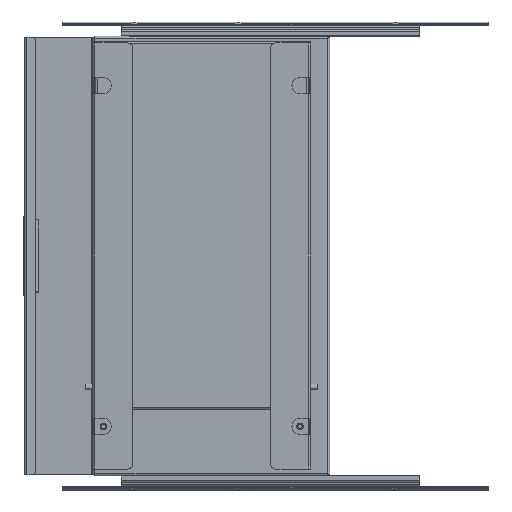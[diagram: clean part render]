
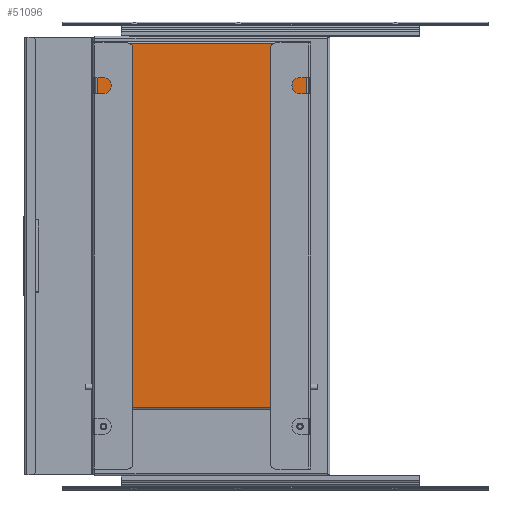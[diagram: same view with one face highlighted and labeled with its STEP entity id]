
A CAD part, left-side view. The second image highlights one B-rep face of the part: STEP entity #51096.
In plain terms, the highlighted planar face has unit normal (-1, 0, 0).
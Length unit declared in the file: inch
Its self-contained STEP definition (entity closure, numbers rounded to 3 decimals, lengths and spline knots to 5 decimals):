
#810 = LINE ( 'NONE', #20907, #35144 ) ;
#1364 = ORIENTED_EDGE ( 'NONE', *, *, #19518, .T. ) ;
#1998 = VERTEX_POINT ( 'NONE', #25623 ) ;
#2630 = VECTOR ( 'NONE', #45498, 39.37008 ) ;
#2879 = LINE ( 'NONE', #6824, #32761 ) ;
#3594 = LINE ( 'NONE', #39108, #37017 ) ;
#4791 = VERTEX_POINT ( 'NONE', #27951 ) ;
#5020 = VERTEX_POINT ( 'NONE', #5981 ) ;
#5637 = DIRECTION ( 'NONE',  ( 0., 1., 0. ) ) ;
#5981 = CARTESIAN_POINT ( 'NONE',  ( 12.66532, 10.89847, -0.34222 ) ) ;
#6461 = LINE ( 'NONE', #14858, #40582 ) ;
#6824 = CARTESIAN_POINT ( 'NONE',  ( 12.66532, 10.91848, -18.13095 ) ) ;
#6982 = DIRECTION ( 'NONE',  ( 1., 0., 0. ) ) ;
#7006 = VECTOR ( 'NONE', #24701, 39.37008 ) ;
#7165 = DIRECTION ( 'NONE',  ( 0., -1., 0. ) ) ;
#8101 = EDGE_CURVE ( 'NONE', #20446, #40930, #46430, .T. ) ;
#8694 = CARTESIAN_POINT ( 'NONE',  ( 12.66532, 10.91848, -14.5915 ) ) ;
#8987 = EDGE_LOOP ( 'NONE', ( #51275, #33401, #50673, #22944, #1364, #37918, #39469, #25152, #22950, #44044, #49553, #31699, #41201, #44112, #28410, #50262 ) ) ;
#10647 = DIRECTION ( 'NONE',  ( 0., 0., 1. ) ) ;
#10809 = CARTESIAN_POINT ( 'NONE',  ( 12.66532, 1.25012, -14.5915 ) ) ;
#10972 = DIRECTION ( 'NONE',  ( 0., 1., 0. ) ) ;
#11240 = PLANE ( 'NONE',  #32345 ) ;
#11278 = CARTESIAN_POINT ( 'NONE',  ( 12.66532, 0.35003, -17.3705 ) ) ;
#11675 = DIRECTION ( 'NONE',  ( 0., 0., 1. ) ) ;
#12375 = CARTESIAN_POINT ( 'NONE',  ( 12.66532, 10.63918, -14.5915 ) ) ;
#13349 = VERTEX_POINT ( 'NONE', #32978 ) ;
#13407 = VECTOR ( 'NONE', #18575, 39.37008 ) ;
#14161 = EDGE_CURVE ( 'NONE', #38465, #24461, #40629, .T. ) ;
#14858 = CARTESIAN_POINT ( 'NONE',  ( 12.66532, 1.11047, -18.13095 ) ) ;
#15011 = CARTESIAN_POINT ( 'NONE',  ( 12.66532, 1.13047, -0.3125 ) ) ;
#15882 = VECTOR ( 'NONE', #5637, 39.37008 ) ;
#15909 = DIRECTION ( 'NONE',  ( 0., 0., -1. ) ) ;
#16558 = CARTESIAN_POINT ( 'NONE',  ( 12.66532, 10.89847, -0.3125 ) ) ;
#18115 = VECTOR ( 'NONE', #24238, 39.37008 ) ;
#18558 = DIRECTION ( 'NONE',  ( 0., 0., -1. ) ) ;
#18575 = DIRECTION ( 'NONE',  ( 0., -1., 0. ) ) ;
#19020 = VERTEX_POINT ( 'NONE', #47485 ) ;
#19131 = AXIS2_PLACEMENT_3D ( 'NONE', #43507, #50598, #10647 ) ;
#19237 = DIRECTION ( 'NONE',  ( 0., -1., 0. ) ) ;
#19518 = EDGE_CURVE ( 'NONE', #40930, #38375, #3594, .T. ) ;
#19602 = EDGE_CURVE ( 'NONE', #4791, #38465, #35965, .T. ) ;
#20446 = VERTEX_POINT ( 'NONE', #12375 ) ;
#20603 = EDGE_CURVE ( 'NONE', #38375, #21270, #47008, .T. ) ;
#20850 = VECTOR ( 'NONE', #46282, 39.37008 ) ;
#20907 = CARTESIAN_POINT ( 'NONE',  ( 12.66532, 10.89847, -18.13095 ) ) ;
#21032 = VERTEX_POINT ( 'NONE', #26993 ) ;
#21270 = VERTEX_POINT ( 'NONE', #29994 ) ;
#22383 = DIRECTION ( 'NONE',  ( -1., 0., 0. ) ) ;
#22789 = EDGE_CURVE ( 'NONE', #48390, #39778, #2879, .T. ) ;
#22856 = CARTESIAN_POINT ( 'NONE',  ( 12.66532, 1.11047, -14.5915 ) ) ;
#22905 = LINE ( 'NONE', #38640, #40005 ) ;
#22944 = ORIENTED_EDGE ( 'NONE', *, *, #8101, .T. ) ;
#22950 = ORIENTED_EDGE ( 'NONE', *, *, #50386, .T. ) ;
#23270 = LINE ( 'NONE', #10809, #43483 ) ;
#24238 = DIRECTION ( 'NONE',  ( 0., 0., 1. ) ) ;
#24461 = VERTEX_POINT ( 'NONE', #16558 ) ;
#24701 = DIRECTION ( 'NONE',  ( 0., 0., 1. ) ) ;
#24770 = EDGE_CURVE ( 'NONE', #5020, #48390, #22905, .T. ) ;
#25152 = ORIENTED_EDGE ( 'NONE', *, *, #35754, .F. ) ;
#25623 = CARTESIAN_POINT ( 'NONE',  ( 12.66532, 1.11047, -13.8415 ) ) ;
#25862 = EDGE_CURVE ( 'NONE', #36010, #4791, #45233, .T. ) ;
#26632 = VECTOR ( 'NONE', #10972, 39.37008 ) ;
#26993 = CARTESIAN_POINT ( 'NONE',  ( 12.66532, 1.38977, -14.5915 ) ) ;
#27128 = DIRECTION ( 'NONE',  ( 0., 0., 1. ) ) ;
#27359 = EDGE_CURVE ( 'NONE', #13349, #20446, #42435, .T. ) ;
#27951 = CARTESIAN_POINT ( 'NONE',  ( 12.66532, 1.13047, -0.34222 ) ) ;
#28410 = ORIENTED_EDGE ( 'NONE', *, *, #45246, .T. ) ;
#28966 = EDGE_CURVE ( 'NONE', #13349, #39778, #34040, .T. ) ;
#29994 = CARTESIAN_POINT ( 'NONE',  ( 12.66532, 1.11047, -17.3705 ) ) ;
#30596 = AXIS2_PLACEMENT_3D ( 'NONE', #39335, #6982, #11675 ) ;
#30710 = DIRECTION ( 'NONE',  ( 0., 0., 1. ) ) ;
#30780 = CARTESIAN_POINT ( 'NONE',  ( 12.66532, 0.35003, -18.13095 ) ) ;
#30976 = LINE ( 'NONE', #35152, #51522 ) ;
#31699 = ORIENTED_EDGE ( 'NONE', *, *, #25862, .T. ) ;
#32345 = AXIS2_PLACEMENT_3D ( 'NONE', #30780, #22383, #27128 ) ;
#32761 = VECTOR ( 'NONE', #18558, 39.37008 ) ;
#32795 = CARTESIAN_POINT ( 'NONE',  ( 12.66532, 0.35003, -0.3125 ) ) ;
#32978 = CARTESIAN_POINT ( 'NONE',  ( 12.66532, 10.63918, -13.8415 ) ) ;
#33401 = ORIENTED_EDGE ( 'NONE', *, *, #28966, .F. ) ;
#33444 = DIRECTION ( 'NONE',  ( 0., 0., -1. ) ) ;
#33500 = CARTESIAN_POINT ( 'NONE',  ( 12.66532, 0.35003, -0.34222 ) ) ;
#33731 = CARTESIAN_POINT ( 'NONE',  ( 12.66532, 10.91848, -13.8415 ) ) ;
#34040 = LINE ( 'NONE', #49959, #20850 ) ;
#34197 = DIRECTION ( 'NONE',  ( 0., 1., 0. ) ) ;
#35144 = VECTOR ( 'NONE', #33444, 39.37008 ) ;
#35152 = CARTESIAN_POINT ( 'NONE',  ( 12.66532, 1.25012, -13.8415 ) ) ;
#35754 = EDGE_CURVE ( 'NONE', #21032, #37396, #23270, .T. ) ;
#35965 = LINE ( 'NONE', #48726, #7006 ) ;
#36010 = VERTEX_POINT ( 'NONE', #50944 ) ;
#37017 = VECTOR ( 'NONE', #15909, 39.37008 ) ;
#37396 = VERTEX_POINT ( 'NONE', #22856 ) ;
#37918 = ORIENTED_EDGE ( 'NONE', *, *, #20603, .T. ) ;
#38184 = CARTESIAN_POINT ( 'NONE',  ( 12.66532, 10.91848, -0.34222 ) ) ;
#38375 = VERTEX_POINT ( 'NONE', #49444 ) ;
#38465 = VERTEX_POINT ( 'NONE', #15011 ) ;
#38640 = CARTESIAN_POINT ( 'NONE',  ( 12.66532, 0.35003, -0.34222 ) ) ;
#39108 = CARTESIAN_POINT ( 'NONE',  ( 12.66532, 10.91848, -18.13095 ) ) ;
#39335 = CARTESIAN_POINT ( 'NONE',  ( 12.66532, 1.38977, -14.2165 ) ) ;
#39469 = ORIENTED_EDGE ( 'NONE', *, *, #39933, .T. ) ;
#39778 = VERTEX_POINT ( 'NONE', #33731 ) ;
#39933 = EDGE_CURVE ( 'NONE', #21270, #37396, #44839, .T. ) ;
#40005 = VECTOR ( 'NONE', #34197, 39.37008 ) ;
#40582 = VECTOR ( 'NONE', #30710, 39.37008 ) ;
#40629 = LINE ( 'NONE', #32795, #15882 ) ;
#40930 = VERTEX_POINT ( 'NONE', #8694 ) ;
#41201 = ORIENTED_EDGE ( 'NONE', *, *, #19602, .T. ) ;
#41992 = EDGE_CURVE ( 'NONE', #19020, #1998, #30976, .T. ) ;
#42435 = CIRCLE ( 'NONE', #19131, 0.375 ) ;
#43483 = VECTOR ( 'NONE', #7165, 39.37008 ) ;
#43507 = CARTESIAN_POINT ( 'NONE',  ( 12.66532, 10.63918, -14.2165 ) ) ;
#44044 = ORIENTED_EDGE ( 'NONE', *, *, #41992, .T. ) ;
#44112 = ORIENTED_EDGE ( 'NONE', *, *, #14161, .T. ) ;
#44589 = CARTESIAN_POINT ( 'NONE',  ( 12.66532, 1.11047, -18.13095 ) ) ;
#44839 = LINE ( 'NONE', #44589, #18115 ) ;
#45233 = LINE ( 'NONE', #33500, #2630 ) ;
#45246 = EDGE_CURVE ( 'NONE', #24461, #5020, #810, .T. ) ;
#45498 = DIRECTION ( 'NONE',  ( 0., 1., 0. ) ) ;
#46282 = DIRECTION ( 'NONE',  ( 0., 1., 0. ) ) ;
#46430 = LINE ( 'NONE', #46700, #26632 ) ;
#46700 = CARTESIAN_POINT ( 'NONE',  ( 12.66532, 10.77883, -14.5915 ) ) ;
#47008 = LINE ( 'NONE', #11278, #13407 ) ;
#47234 = CIRCLE ( 'NONE', #30596, 0.375 ) ;
#47485 = CARTESIAN_POINT ( 'NONE',  ( 12.66532, 1.38977, -13.8415 ) ) ;
#48390 = VERTEX_POINT ( 'NONE', #38184 ) ;
#48726 = CARTESIAN_POINT ( 'NONE',  ( 12.66532, 1.13047, -18.13095 ) ) ;
#49444 = CARTESIAN_POINT ( 'NONE',  ( 12.66532, 10.91848, -17.3705 ) ) ;
#49553 = ORIENTED_EDGE ( 'NONE', *, *, #50334, .T. ) ;
#49959 = CARTESIAN_POINT ( 'NONE',  ( 12.66532, 10.77883, -13.8415 ) ) ;
#50262 = ORIENTED_EDGE ( 'NONE', *, *, #24770, .T. ) ;
#50334 = EDGE_CURVE ( 'NONE', #1998, #36010, #6461, .T. ) ;
#50386 = EDGE_CURVE ( 'NONE', #21032, #19020, #47234, .T. ) ;
#50598 = DIRECTION ( 'NONE',  ( 1., 0., 0. ) ) ;
#50673 = ORIENTED_EDGE ( 'NONE', *, *, #27359, .T. ) ;
#50944 = CARTESIAN_POINT ( 'NONE',  ( 12.66532, 1.11047, -0.34222 ) ) ;
#51096 = ADVANCED_FACE ( 'NONE', ( #51156 ), #11240, .T. ) ;
#51156 = FACE_OUTER_BOUND ( 'NONE', #8987, .T. ) ;
#51275 = ORIENTED_EDGE ( 'NONE', *, *, #22789, .T. ) ;
#51522 = VECTOR ( 'NONE', #19237, 39.37008 ) ;
